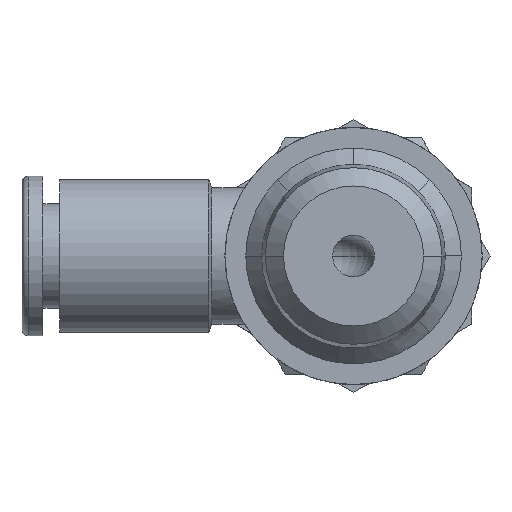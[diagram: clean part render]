
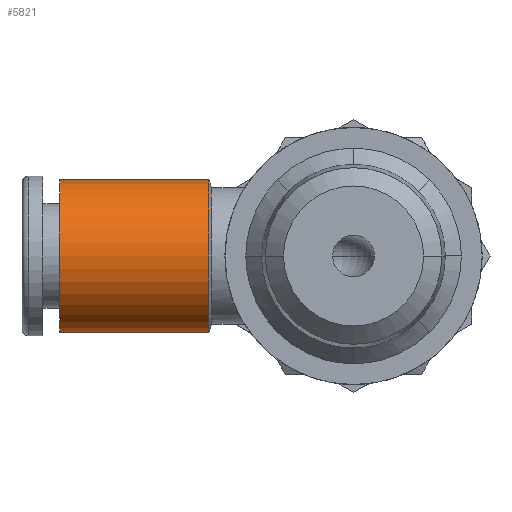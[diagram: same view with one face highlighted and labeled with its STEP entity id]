
A CAD part, front view. The second image highlights one B-rep face of the part: STEP entity #5821.
In plain terms, the highlighted cylindrical face has radius 5.5 mm (diameter 11 mm), a partial arc.
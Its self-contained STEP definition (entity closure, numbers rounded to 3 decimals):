
#106 = DIRECTION ( 'NONE',  ( -1., 0., 0. ) ) ;
#108 = LINE ( 'NONE', #6312, #4493 ) ;
#563 = CARTESIAN_POINT ( 'NONE',  ( -21.15, 0., 5.5 ) ) ;
#596 = FACE_OUTER_BOUND ( 'NONE', #3159, .T. ) ;
#1548 = DIRECTION ( 'NONE',  ( -1., 0., 0. ) ) ;
#1771 = ORIENTED_EDGE ( 'NONE', *, *, #4804, .T. ) ;
#1800 = CARTESIAN_POINT ( 'NONE',  ( -36.706, 0., 0. ) ) ;
#2193 = EDGE_CURVE ( 'NONE', #3909, #5972, #4281, .T. ) ;
#2320 = DIRECTION ( 'NONE',  ( 1., 0., 0. ) ) ;
#2432 = ORIENTED_EDGE ( 'NONE', *, *, #5039, .T. ) ;
#2539 = CARTESIAN_POINT ( 'NONE',  ( -21.15, 0., -5.5 ) ) ;
#2563 = DIRECTION ( 'NONE',  ( 0., 0., -1. ) ) ;
#2730 = AXIS2_PLACEMENT_3D ( 'NONE', #1800, #2320, #5011 ) ;
#3065 = CARTESIAN_POINT ( 'NONE',  ( -36.706, 0., 5.5 ) ) ;
#3159 = EDGE_LOOP ( 'NONE', ( #3325, #6374, #2432, #1771 ) ) ;
#3293 = VECTOR ( 'NONE', #6802, 1000. ) ;
#3325 = ORIENTED_EDGE ( 'NONE', *, *, #6852, .F. ) ;
#3909 = VERTEX_POINT ( 'NONE', #2539 ) ;
#4101 = VERTEX_POINT ( 'NONE', #6408 ) ;
#4281 = CIRCLE ( 'NONE', #5904, 5.5 ) ;
#4486 = CIRCLE ( 'NONE', #6052, 5.5 ) ;
#4493 = VECTOR ( 'NONE', #5660, 1000. ) ;
#4516 = VERTEX_POINT ( 'NONE', #4714 ) ;
#4714 = CARTESIAN_POINT ( 'NONE',  ( -10.418, 0., 5.5 ) ) ;
#4749 = CARTESIAN_POINT ( 'NONE',  ( -10.418, 0., 0. ) ) ;
#4751 = LINE ( 'NONE', #3065, #3293 ) ;
#4804 = EDGE_CURVE ( 'NONE', #4101, #4516, #4486, .T. ) ;
#4938 = CYLINDRICAL_SURFACE ( 'NONE', #2730, 5.5 ) ;
#5011 = DIRECTION ( 'NONE',  ( 0., 0., -1. ) ) ;
#5039 = EDGE_CURVE ( 'NONE', #3909, #4101, #108, .T. ) ;
#5295 = DIRECTION ( 'NONE',  ( 0., 0., -1. ) ) ;
#5660 = DIRECTION ( 'NONE',  ( 1., 0., 0. ) ) ;
#5821 = ADVANCED_FACE ( 'NONE', ( #596 ), #4938, .T. ) ;
#5904 = AXIS2_PLACEMENT_3D ( 'NONE', #6639, #106, #2563 ) ;
#5972 = VERTEX_POINT ( 'NONE', #563 ) ;
#6052 = AXIS2_PLACEMENT_3D ( 'NONE', #4749, #1548, #5295 ) ;
#6312 = CARTESIAN_POINT ( 'NONE',  ( -36.706, 0., -5.5 ) ) ;
#6374 = ORIENTED_EDGE ( 'NONE', *, *, #2193, .F. ) ;
#6408 = CARTESIAN_POINT ( 'NONE',  ( -10.418, 0., -5.5 ) ) ;
#6639 = CARTESIAN_POINT ( 'NONE',  ( -21.15, 0., 0. ) ) ;
#6802 = DIRECTION ( 'NONE',  ( 1., 0., 0. ) ) ;
#6852 = EDGE_CURVE ( 'NONE', #5972, #4516, #4751, .T. ) ;
